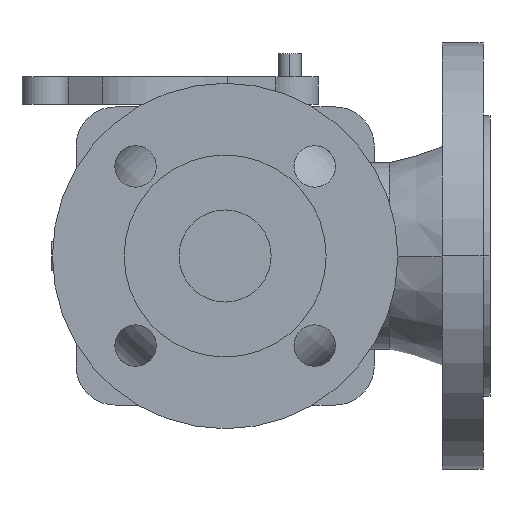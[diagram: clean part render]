
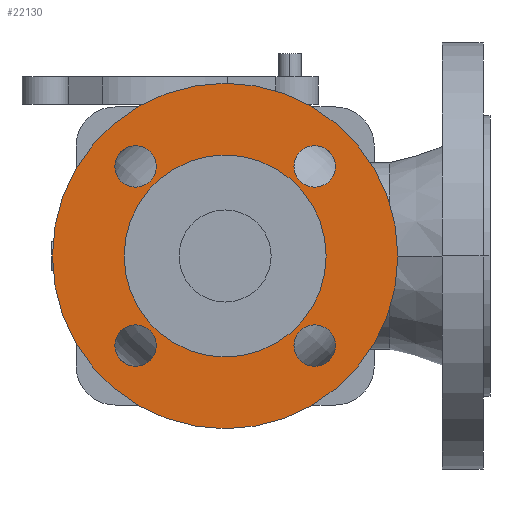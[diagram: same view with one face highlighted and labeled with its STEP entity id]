
A CAD part, front view. The second image highlights one B-rep face of the part: STEP entity #22130.
In plain terms, the highlighted planar face has unit normal (0, -1, 0).
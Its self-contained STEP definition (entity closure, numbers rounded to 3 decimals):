
#2020=CARTESIAN_POINT('',(43.85,3.,0.));
#2030=VERTEX_POINT('',#2020);
#2190=CARTESIAN_POINT('',(-43.85,3.,0.));
#2200=VERTEX_POINT('',#2190);
#2230=CARTESIAN_POINT('',(0.,3.,0.));
#2240=DIRECTION('',(0.,-1.,-0.));
#2250=DIRECTION('',(-1.,0.,0.));
#2260=AXIS2_PLACEMENT_3D('',#2230,#2240,#2250);
#2270=CIRCLE('',#2260,43.85);
#2280=EDGE_CURVE('',#2030,#2200,#2270,.T.);
#2420=CARTESIAN_POINT('',(-75.,3.,0.));
#2430=VERTEX_POINT('',#2420);
#2480=CARTESIAN_POINT('',(0.,3.,0.));
#2490=DIRECTION('',(0.,-1.,-0.));
#2500=DIRECTION('',(-1.,0.,0.));
#2510=AXIS2_PLACEMENT_3D('',#2480,#2490,#2500);
#2520=CIRCLE('',#2510,75.);
#2530=CARTESIAN_POINT('',(75.,3.,0.));
#2540=VERTEX_POINT('',#2530);
#2550=EDGE_CURVE('',#2430,#2540,#2520,.T.);
#4690=CARTESIAN_POINT('',(-29.891,3.,-38.891));
#4700=VERTEX_POINT('',#4690);
#4860=CARTESIAN_POINT('',(-47.891,3.,-38.891));
#4870=VERTEX_POINT('',#4860);
#4900=CARTESIAN_POINT('',(-38.891,3.,-38.891));
#4910=DIRECTION('',(0.,1.,0.));
#4920=DIRECTION('',(-1.,0.,0.));
#4930=AXIS2_PLACEMENT_3D('',#4900,#4910,#4920);
#4940=CIRCLE('',#4930,9.);
#4950=EDGE_CURVE('',#4870,#4700,#4940,.T.);
#5110=CARTESIAN_POINT('',(-47.891,3.,38.891));
#5120=VERTEX_POINT('',#5110);
#5280=CARTESIAN_POINT('',(-29.891,3.,38.891));
#5290=VERTEX_POINT('',#5280);
#5320=CARTESIAN_POINT('',(-38.891,3.,38.891));
#5330=DIRECTION('',(0.,1.,0.));
#5340=DIRECTION('',(-1.,0.,0.));
#5350=AXIS2_PLACEMENT_3D('',#5320,#5330,#5340);
#5360=CIRCLE('',#5350,9.);
#5370=EDGE_CURVE('',#5290,#5120,#5360,.T.);
#5530=CARTESIAN_POINT('',(29.891,3.,38.891));
#5540=VERTEX_POINT('',#5530);
#5570=CARTESIAN_POINT('',(38.891,3.,38.891));
#5580=DIRECTION('',(0.,1.,0.));
#5590=DIRECTION('',(-1.,0.,0.));
#5600=AXIS2_PLACEMENT_3D('',#5570,#5580,#5590);
#5610=CIRCLE('',#5600,9.);
#5620=CARTESIAN_POINT('',(47.891,3.,38.891));
#5630=VERTEX_POINT('',#5620);
#5640=EDGE_CURVE('',#5540,#5630,#5610,.T.);
#5950=CARTESIAN_POINT('',(47.891,3.,-38.891));
#5960=VERTEX_POINT('',#5950);
#6120=CARTESIAN_POINT('',(29.891,3.,-38.891));
#6130=VERTEX_POINT('',#6120);
#6160=CARTESIAN_POINT('',(38.891,3.,-38.891));
#6170=DIRECTION('',(0.,1.,0.));
#6180=DIRECTION('',(-1.,0.,0.));
#6190=AXIS2_PLACEMENT_3D('',#6160,#6170,#6180);
#6200=CIRCLE('',#6190,9.);
#6210=EDGE_CURVE('',#6130,#5960,#6200,.T.);
#21780=CARTESIAN_POINT('',(-59.425,3.,0.));
#21790=DIRECTION('',(0.,-1.,-0.));
#21800=DIRECTION('',(-1.,0.,0.));
#21810=AXIS2_PLACEMENT_3D('',#21780,#21790,#21800);
#21820=PLANE('',#21810);
#21830=EDGE_CURVE('',#5960,#6130,#6200,.T.);
#21840=ORIENTED_EDGE('',*,*,#21830,.T.);
#21850=ORIENTED_EDGE('',*,*,#6210,.T.);
#21860=EDGE_LOOP('',(#21850,#21840));
#21870=FACE_BOUND('',#21860,.T.);
#21880=EDGE_CURVE('',#5630,#5540,#5610,.T.);
#21890=ORIENTED_EDGE('',*,*,#21880,.T.);
#21900=ORIENTED_EDGE('',*,*,#5640,.T.);
#21910=EDGE_LOOP('',(#21900,#21890));
#21920=FACE_BOUND('',#21910,.T.);
#21930=EDGE_CURVE('',#5120,#5290,#5360,.T.);
#21940=ORIENTED_EDGE('',*,*,#21930,.T.);
#21950=ORIENTED_EDGE('',*,*,#5370,.T.);
#21960=EDGE_LOOP('',(#21950,#21940));
#21970=FACE_BOUND('',#21960,.T.);
#21980=EDGE_CURVE('',#4700,#4870,#4940,.T.);
#21990=ORIENTED_EDGE('',*,*,#21980,.T.);
#22000=ORIENTED_EDGE('',*,*,#4950,.T.);
#22010=EDGE_LOOP('',(#22000,#21990));
#22020=FACE_BOUND('',#22010,.T.);
#22030=EDGE_CURVE('',#2200,#2030,#2270,.T.);
#22040=ORIENTED_EDGE('',*,*,#22030,.F.);
#22050=ORIENTED_EDGE('',*,*,#2280,.F.);
#22060=EDGE_LOOP('',(#22050,#22040));
#22070=FACE_BOUND('',#22060,.T.);
#22080=ORIENTED_EDGE('',*,*,#2550,.T.);
#22090=EDGE_CURVE('',#2540,#2430,#2520,.T.);
#22100=ORIENTED_EDGE('',*,*,#22090,.T.);
#22110=EDGE_LOOP('',(#22100,#22080));
#22120=FACE_OUTER_BOUND('',#22110,.T.);
#22130=ADVANCED_FACE('',(#21870,#21920,#21970,#22020,#22070,#22120),
#21820,.T.);
